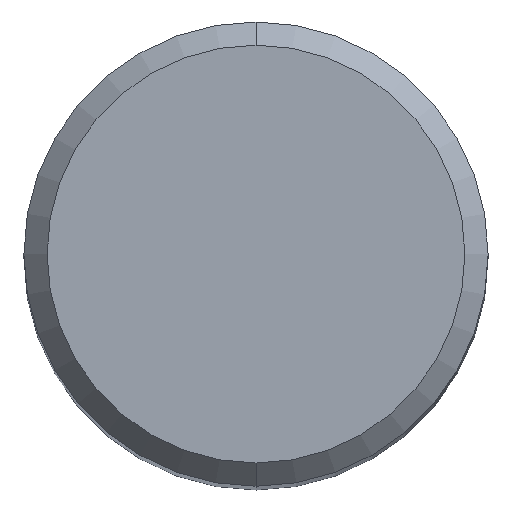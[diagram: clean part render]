
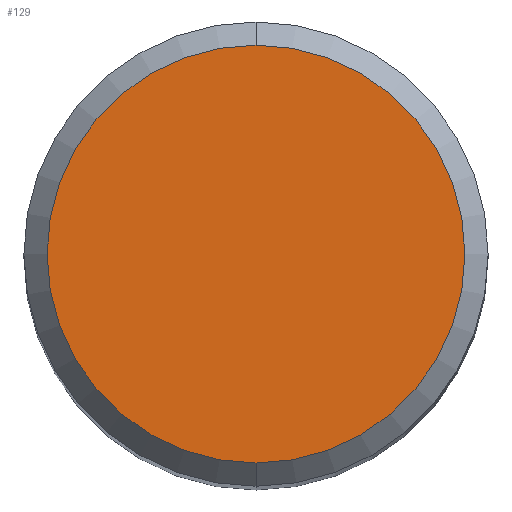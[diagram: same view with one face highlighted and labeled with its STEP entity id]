
A CAD part, top view. The second image highlights one B-rep face of the part: STEP entity #129.
In plain terms, the highlighted planar face has unit normal (0, 0, 1).
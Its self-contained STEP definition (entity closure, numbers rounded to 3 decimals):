
#129=ADVANCED_FACE('',(#282),#283,.T.);
#177=EDGE_CURVE('',#207,#185,#338,.T.);
#185=VERTEX_POINT('',#347);
#207=VERTEX_POINT('',#370);
#225=EDGE_CURVE('',#185,#207,#393,.T.);
#282=FACE_OUTER_BOUND('',#451,.T.);
#283=PLANE('',#452);
#338=CIRCLE('',#524,3.6);
#347=CARTESIAN_POINT('',(0.0,3.6,0.0));
#370=CARTESIAN_POINT('',(0.,-3.6,0.0));
#393=CIRCLE('',#594,3.6);
#451=EDGE_LOOP('',(#634,#635));
#452=AXIS2_PLACEMENT_3D('',#636,#637,#638);
#524=AXIS2_PLACEMENT_3D('',#715,#716,#717);
#594=AXIS2_PLACEMENT_3D('',#788,#789,#790);
#634=ORIENTED_EDGE('',*,*,#225,.F.);
#635=ORIENTED_EDGE('',*,*,#177,.F.);
#636=CARTESIAN_POINT('',(0.0,1.8,0.0));
#637=DIRECTION('',(-0.0,0.0,1.0));
#638=DIRECTION('',(0.0,-1.0,0.0));
#715=CARTESIAN_POINT('',(0.0,0.0,0.0));
#716=DIRECTION('',(0.0,0.0,-1.0));
#717=DIRECTION('',(0.0,1.0,0.0));
#788=CARTESIAN_POINT('',(0.0,0.0,0.0));
#789=DIRECTION('',(0.0,0.0,-1.0));
#790=DIRECTION('',(0.0,1.0,0.0));
